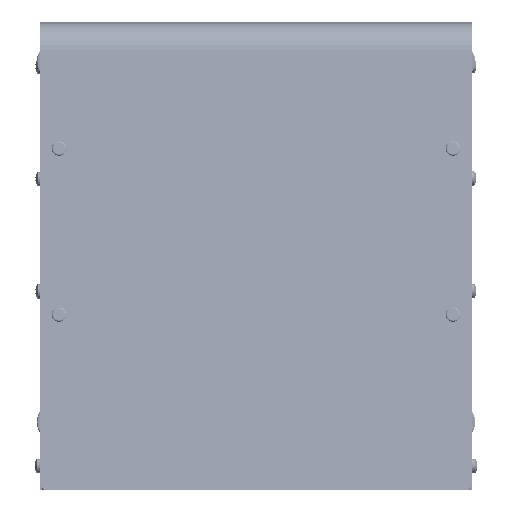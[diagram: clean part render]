
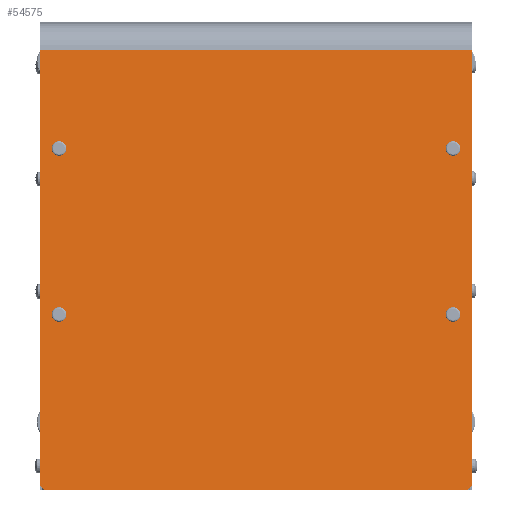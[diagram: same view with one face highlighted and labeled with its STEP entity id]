
A CAD part, front view. The second image highlights one B-rep face of the part: STEP entity #54575.
In plain terms, the highlighted face is planar.
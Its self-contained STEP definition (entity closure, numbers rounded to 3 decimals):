
#5985=LINE('',#87910,#11208);
#5989=LINE('',#87918,#11212);
#5992=LINE('',#87924,#11215);
#5993=LINE('',#87926,#11216);
#5994=LINE('',#87928,#11217);
#5995=LINE('',#87929,#11218);
#11208=VECTOR('',#71777,2.828);
#11212=VECTOR('',#71783,236.574);
#11215=VECTOR('',#71788,228.);
#11216=VECTOR('',#71789,2.828);
#11217=VECTOR('',#71790,236.574);
#11218=VECTOR('',#71791,232.);
#13567=PLANE('',#58871);
#14633=FACE_BOUND('',#20708,.T.);
#14634=FACE_BOUND('',#20709,.T.);
#14635=FACE_BOUND('',#20710,.T.);
#14636=FACE_BOUND('',#20711,.T.);
#17070=FACE_OUTER_BOUND('',#20707,.T.);
#20707=EDGE_LOOP('',(#47860,#47861,#47862,#47863,#47864,#47865));
#20708=EDGE_LOOP('',(#47866));
#20709=EDGE_LOOP('',(#47867));
#20710=EDGE_LOOP('',(#47868));
#20711=EDGE_LOOP('',(#47869));
#23021=CIRCLE('',#58872,2.);
#23022=CIRCLE('',#58873,2.);
#23023=CIRCLE('',#58874,2.);
#23024=CIRCLE('',#58875,2.);
#27480=VERTEX_POINT('',#87908);
#27481=VERTEX_POINT('',#87909);
#27484=VERTEX_POINT('',#87917);
#27486=VERTEX_POINT('',#87923);
#27487=VERTEX_POINT('',#87925);
#27488=VERTEX_POINT('',#87927);
#27489=VERTEX_POINT('',#87930);
#27490=VERTEX_POINT('',#87932);
#27491=VERTEX_POINT('',#87934);
#27492=VERTEX_POINT('',#87936);
#34501=EDGE_CURVE('',#27480,#27481,#5985,.T.);
#34505=EDGE_CURVE('',#27481,#27484,#5989,.T.);
#34508=EDGE_CURVE('',#27486,#27480,#5992,.T.);
#34509=EDGE_CURVE('',#27487,#27486,#5993,.T.);
#34510=EDGE_CURVE('',#27488,#27487,#5994,.T.);
#34511=EDGE_CURVE('',#27488,#27484,#5995,.T.);
#34512=EDGE_CURVE('',#27489,#27489,#23021,.T.);
#34513=EDGE_CURVE('',#27490,#27490,#23022,.T.);
#34514=EDGE_CURVE('',#27491,#27491,#23023,.T.);
#34515=EDGE_CURVE('',#27492,#27492,#23024,.T.);
#47860=ORIENTED_EDGE('',*,*,#34501,.F.);
#47861=ORIENTED_EDGE('',*,*,#34508,.F.);
#47862=ORIENTED_EDGE('',*,*,#34509,.F.);
#47863=ORIENTED_EDGE('',*,*,#34510,.F.);
#47864=ORIENTED_EDGE('',*,*,#34511,.T.);
#47865=ORIENTED_EDGE('',*,*,#34505,.F.);
#47866=ORIENTED_EDGE('',*,*,#34512,.T.);
#47867=ORIENTED_EDGE('',*,*,#34513,.T.);
#47868=ORIENTED_EDGE('',*,*,#34514,.T.);
#47869=ORIENTED_EDGE('',*,*,#34515,.T.);
#54575=ADVANCED_FACE('',(#17070,#14633,#14634,#14635,#14636),#13567,.T.);
#58871=AXIS2_PLACEMENT_3D('',#87922,#71786,#71787);
#58872=AXIS2_PLACEMENT_3D('',#87931,#71792,#71793);
#58873=AXIS2_PLACEMENT_3D('',#87933,#71794,#71795);
#58874=AXIS2_PLACEMENT_3D('',#87935,#71796,#71797);
#58875=AXIS2_PLACEMENT_3D('',#87937,#71798,#71799);
#71777=DIRECTION('',(0.707,-0.707,0.));
#71783=DIRECTION('',(0.,-1.,0.));
#71786=DIRECTION('center_axis',(0.,0.,1.));
#71787=DIRECTION('ref_axis',(1.,0.,0.));
#71788=DIRECTION('',(1.,0.,0.));
#71789=DIRECTION('',(0.707,0.707,0.));
#71790=DIRECTION('',(0.,1.,0.));
#71791=DIRECTION('',(1.,0.,0.));
#71792=DIRECTION('center_axis',(0.,0.,-1.));
#71793=DIRECTION('ref_axis',(1.,0.,0.));
#71794=DIRECTION('center_axis',(0.,0.,-1.));
#71795=DIRECTION('ref_axis',(1.,0.,0.));
#71796=DIRECTION('center_axis',(0.,0.,-1.));
#71797=DIRECTION('ref_axis',(1.,0.,0.));
#71798=DIRECTION('center_axis',(0.,0.,-1.));
#71799=DIRECTION('ref_axis',(1.,0.,0.));
#87908=CARTESIAN_POINT('',(114.,126.,1.));
#87909=CARTESIAN_POINT('',(116.,124.,1.));
#87910=CARTESIAN_POINT('',(117.5,122.5,1.));
#87917=CARTESIAN_POINT('',(116.,-112.574,1.));
#87918=CARTESIAN_POINT('',(116.,-126.,1.));
#87922=CARTESIAN_POINT('Origin',(0.,0.,
1.));
#87923=CARTESIAN_POINT('',(-114.,126.,1.));
#87924=CARTESIAN_POINT('',(116.,126.,1.));
#87925=CARTESIAN_POINT('',(-116.,124.,1.));
#87926=CARTESIAN_POINT('',(-117.5,122.5,1.));
#87927=CARTESIAN_POINT('',(-116.,-112.574,1.));
#87928=CARTESIAN_POINT('',(-116.,126.,1.));
#87929=CARTESIAN_POINT('',(-58.,-112.574,1.));
#87930=CARTESIAN_POINT('',(-104.,-59.,1.));
#87931=CARTESIAN_POINT('Origin',(-106.,-59.,1.));
#87932=CARTESIAN_POINT('',(108.,-59.,1.));
#87933=CARTESIAN_POINT('Origin',(106.,-59.,1.));
#87934=CARTESIAN_POINT('',(108.,31.,1.));
#87935=CARTESIAN_POINT('Origin',(106.,31.,1.));
#87936=CARTESIAN_POINT('',(-104.,31.,1.));
#87937=CARTESIAN_POINT('Origin',(-106.,31.,1.));
